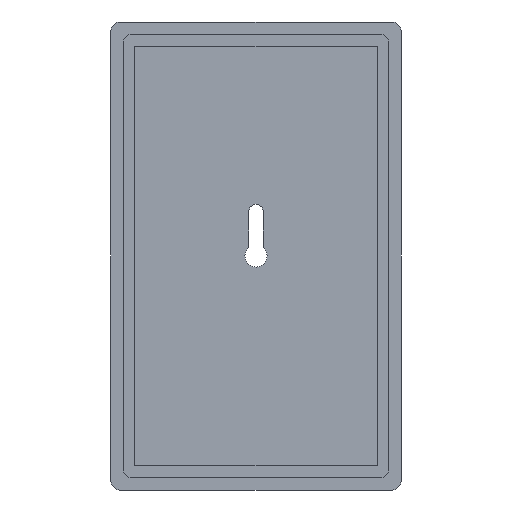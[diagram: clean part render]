
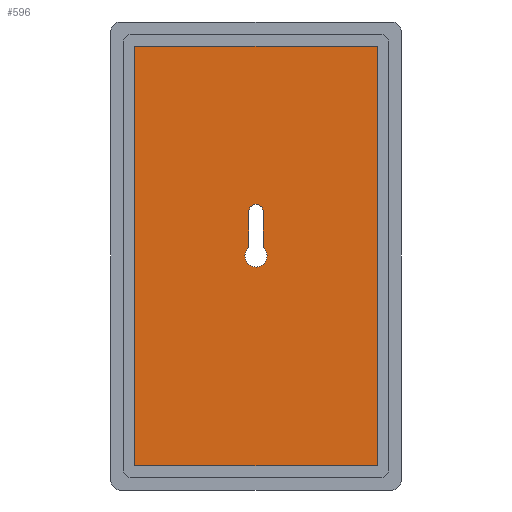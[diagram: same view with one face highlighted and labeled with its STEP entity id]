
A CAD part, front view. The second image highlights one B-rep face of the part: STEP entity #596.
In plain terms, the highlighted planar face has unit normal (0, -1, 0).
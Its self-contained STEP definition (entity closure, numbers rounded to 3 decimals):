
#20=FACE_BOUND('',#116,.T.);
#31=CIRCLE('',#636,2.5);
#33=CIRCLE('',#640,1.6);
#82=FACE_OUTER_BOUND('',#115,.T.);
#115=EDGE_LOOP('',(#449,#450,#451,#452));
#116=EDGE_LOOP('',(#453,#454,#455,#456));
#149=LINE('',#882,#205);
#154=LINE('',#896,#210);
#169=LINE('',#963,#225);
#170=LINE('',#965,#226);
#171=LINE('',#967,#227);
#172=LINE('',#968,#228);
#205=VECTOR('',#701,10.);
#210=VECTOR('',#714,10.);
#225=VECTOR('',#779,10.);
#226=VECTOR('',#780,10.);
#227=VECTOR('',#781,10.);
#228=VECTOR('',#782,10.);
#261=VERTEX_POINT('',#880);
#262=VERTEX_POINT('',#881);
#265=VERTEX_POINT('',#889);
#267=VERTEX_POINT('',#895);
#293=VERTEX_POINT('',#961);
#294=VERTEX_POINT('',#962);
#295=VERTEX_POINT('',#964);
#296=VERTEX_POINT('',#966);
#317=EDGE_CURVE('',#261,#262,#149,.T.);
#321=EDGE_CURVE('',#262,#265,#31,.T.);
#324=EDGE_CURVE('',#265,#267,#154,.T.);
#327=EDGE_CURVE('',#267,#261,#33,.T.);
#357=EDGE_CURVE('',#293,#294,#169,.T.);
#358=EDGE_CURVE('',#294,#295,#170,.T.);
#359=EDGE_CURVE('',#295,#296,#171,.T.);
#360=EDGE_CURVE('',#296,#293,#172,.T.);
#449=ORIENTED_EDGE('',*,*,#357,.T.);
#450=ORIENTED_EDGE('',*,*,#358,.T.);
#451=ORIENTED_EDGE('',*,*,#359,.T.);
#452=ORIENTED_EDGE('',*,*,#360,.T.);
#453=ORIENTED_EDGE('',*,*,#324,.T.);
#454=ORIENTED_EDGE('',*,*,#327,.T.);
#455=ORIENTED_EDGE('',*,*,#317,.T.);
#456=ORIENTED_EDGE('',*,*,#321,.T.);
#572=PLANE('',#663);
#596=ADVANCED_FACE('',(#82,#20),#572,.F.);
#636=AXIS2_PLACEMENT_3D('',#890,#707,#708);
#640=AXIS2_PLACEMENT_3D('',#901,#719,#720);
#663=AXIS2_PLACEMENT_3D('',#960,#777,#778);
#701=DIRECTION('',(0.,0.,-1.));
#707=DIRECTION('center_axis',(0.,1.,0.));
#708=DIRECTION('ref_axis',(-1.,0.,0.));
#714=DIRECTION('',(0.,0.,1.));
#719=DIRECTION('center_axis',(0.,1.,0.));
#720=DIRECTION('ref_axis',(-1.,0.,0.));
#777=DIRECTION('center_axis',(0.,1.,0.));
#778=DIRECTION('ref_axis',(-1.,0.,0.));
#779=DIRECTION('',(1.,0.,0.));
#780=DIRECTION('',(0.,0.,1.));
#781=DIRECTION('',(-1.,0.,0.));
#782=DIRECTION('',(0.,0.,-1.));
#880=CARTESIAN_POINT('',(1.6,55.2,10.));
#881=CARTESIAN_POINT('',(1.6,55.2,1.921));
#882=CARTESIAN_POINT('',(1.6,55.2,0.96));
#889=CARTESIAN_POINT('',(-1.6,55.2,1.921));
#890=CARTESIAN_POINT('Origin',(0.,55.2,0.));
#895=CARTESIAN_POINT('',(-1.6,55.2,10.));
#896=CARTESIAN_POINT('',(-1.6,55.2,5.));
#901=CARTESIAN_POINT('Origin',(0.,55.2,10.));
#960=CARTESIAN_POINT('Origin',(0.,55.2,0.));
#961=CARTESIAN_POINT('',(-27.2,55.2,-47.2));
#962=CARTESIAN_POINT('',(27.2,55.2,-47.2));
#963=CARTESIAN_POINT('',(-27.2,55.2,-47.2));
#964=CARTESIAN_POINT('',(27.2,55.2,47.2));
#965=CARTESIAN_POINT('',(27.2,55.2,-47.2));
#966=CARTESIAN_POINT('',(-27.2,55.2,47.2));
#967=CARTESIAN_POINT('',(27.2,55.2,47.2));
#968=CARTESIAN_POINT('',(-27.2,55.2,47.2));
